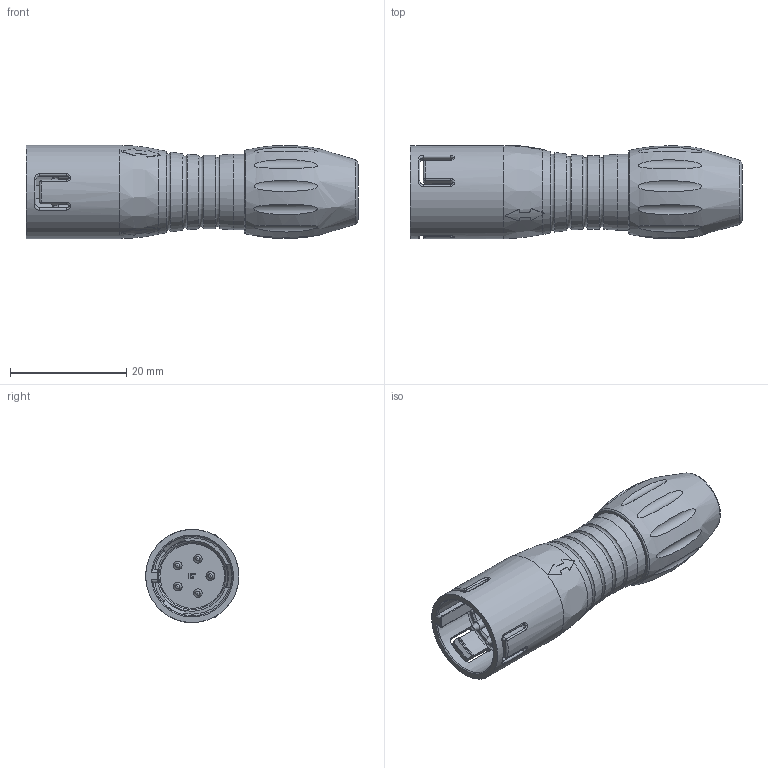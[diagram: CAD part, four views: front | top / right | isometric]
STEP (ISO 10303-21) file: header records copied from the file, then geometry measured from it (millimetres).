
FILE_DESCRIPTION(/* description */ (''),/* implementation_level */ '2;1');
FILE_NAME(/* name */ '99-9113-00-05_bg.stp',/* time_stamp */ '2010-01-22T10:30:47+01:00',/* author */ (''),/* organization */ (''),/* preprocessor_version */ 'ST-DEVELOPER v11',/* originating_system */ 'UGS - NX 5.0',/* authorisation */ '');
FILE_SCHEMA (('CONFIG_CONTROL_DESIGN'));
Length unit declared in the file: millimetre
Products named in the file (1): kbor3302n663
Bounding box: 57 x 16.1 x 16 mm (x, y, z)
Volume: 8323.4 mm3; surface area: 3657.2 mm2
Topology: 1 solids, 1 shells, 276 faces, 699 edges, 440 vertices
Faces by surface type: cylinder 98, plane 89, torus 41, bspline 28, cone 14, sphere 6
Full cylindrical faces by diameter (mm): 1.5 x5, 11.5 x1, 13 x1, 16 x1
Entity records: 10818 total; most frequent: CARTESIAN_POINT 4817, ORIENTED_EDGE 1290, DIRECTION 1070, EDGE_CURVE 645, AXIS2_PLACEMENT_3D 427, VERTEX_POINT 424, EDGE_LOOP 335, ADVANCED_FACE 276
